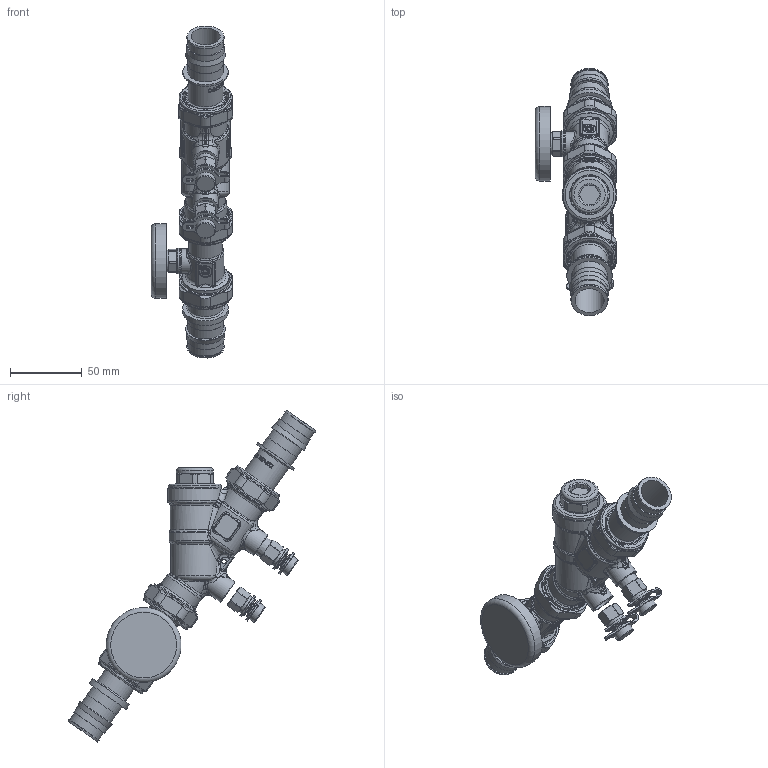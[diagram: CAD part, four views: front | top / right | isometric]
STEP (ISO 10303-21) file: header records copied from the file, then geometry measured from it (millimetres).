
FILE_DESCRIPTION(/* description */ (''),/* implementation_level */ '2;1');
FILE_NAME(/* name */ '128463AFC_Simplify_1.stp',/* time_stamp */ '2025-07-21T11:38:39-05:00',/* author */ ('ischreiner'),/* organization */ (''),/* preprocessor_version */ 'ST-DEVELOPER v20',/* originating_system */ 'Autodesk Inventor 2025',/* authorisation */ '');
FILE_SCHEMA (('AUTOMOTIVE_DESIGN { 1 0 10303 214 3 1 1 }'));
Products named in the file (1): 128463AFC_Simplify_1
Bounding box: 56.89 x 172.92 x 231.86 mm (x, y, z)
Volume: 231889.3 mm3; surface area: 65954.9 mm2
Topology: 8 solids, 8 shells, 2270 faces, 5599 edges, 3331 vertices
Faces by surface type: bspline 1130, plane 436, cylinder 402, cone 141, torus 111, sphere 50
Full cylindrical faces by diameter (mm): 3 x1, 8 x2, 11.5 x2, 12 x4, 12.2 x2, 13.5 x6, 13.9 x2, 15.24 x1, 15.748 x1, 15.875 x1, 17 x1, 17.5 x2, 18 x1, 20.091 x2, 20.32 x2, 20.6 x1, 20.701 x1, 22 x1, 23.5 x1, 24 x1, 24.384 x2, 24.765 x4, 25.095 x2, 25.8 x1, 26.111 x2, 27.686 x2, 29.5 x1, 29.515 x2, 29.6 x1, 30 x2
Entity records: 189948 total; most frequent: CARTESIAN_POINT 141050, ORIENTED_EDGE 11004, DIRECTION 7499, EDGE_CURVE 5502, VERTEX_POINT 3331, AXIS2_PLACEMENT_3D 3043, EDGE_LOOP 2379, STYLED_ITEM 2278
